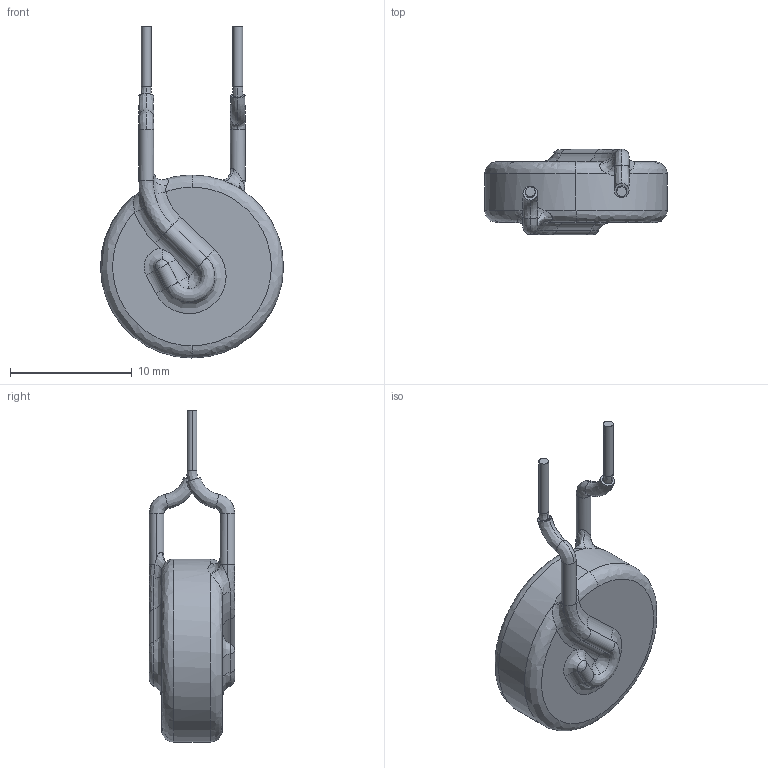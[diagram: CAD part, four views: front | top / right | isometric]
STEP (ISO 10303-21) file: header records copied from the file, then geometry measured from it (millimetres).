
FILE_DESCRIPTION (( 'STEP AP214' ), '1' );
FILE_NAME ('B57237.STEP', '2021-05-26T05:33:35', ( '' ), ( '' ), 'SwSTEP 2.0', 'SolidWorks 2015', '' );
FILE_SCHEMA (( 'AUTOMOTIVE_DESIGN' ));
Length unit declared in the file: millimetre
Products named in the file (1): B57237
Bounding box: 15 x 7 x 27.23 mm (x, y, z)
Volume: 932.8 mm3; surface area: 674.9 mm2
Topology: 1 solids, 1 shells, 80 faces, 196 edges, 116 vertices
Faces by surface type: bspline 50, cylinder 22, plane 8
Entity records: 4559 total; most frequent: CARTESIAN_POINT 2015, ORIENTED_EDGE 384, DIRECTION 306, EDGE_CURVE 192, AXIS2_PLACEMENT_3D 139, VERTEX_POINT 116, CIRCLE 108, UNCERTAINTY_MEASURE_WITH_UNIT 83
